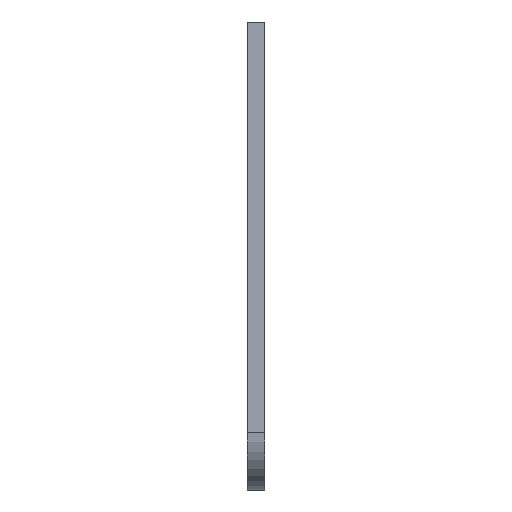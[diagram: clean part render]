
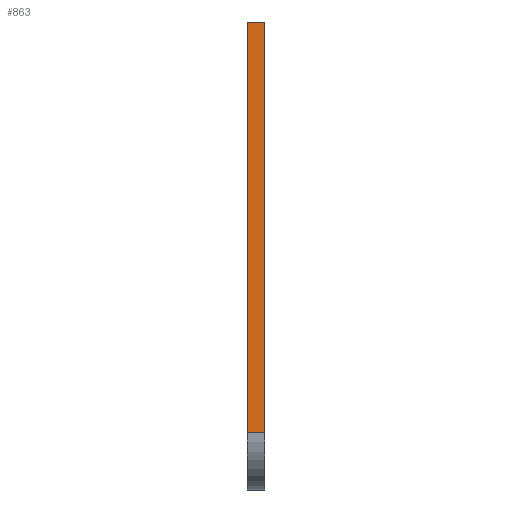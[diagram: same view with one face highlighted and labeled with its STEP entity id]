
A CAD part, left-side view. The second image highlights one B-rep face of the part: STEP entity #863.
In plain terms, the highlighted planar face has unit normal (-1, 0, 0).
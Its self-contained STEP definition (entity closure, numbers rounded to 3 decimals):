
#863=ADVANCED_FACE('',(#1670),#1672,.T.);
#1670=FACE_BOUND('',#1671,.T.);
#1671=EDGE_LOOP('',(#2290,#2291,#2292,#2293));
#1672=PLANE('',#1673);
#1673=AXIS2_PLACEMENT_3D('',#1674,#1675,#1676);
#1674=CARTESIAN_POINT('',(-255.,0.,-40.));
#1675=DIRECTION('',(-1.,0.,0.));
#1676=DIRECTION('',(0.,0.,1.));
#2290=ORIENTED_EDGE('',*,*,#2342,.T.);
#2291=ORIENTED_EDGE('',*,*,#2620,.T.);
#2292=ORIENTED_EDGE('',*,*,#2446,.F.);
#2293=ORIENTED_EDGE('',*,*,#2621,.F.);
#2342=EDGE_CURVE('',#2642,#2640,#2643,.T.);
#2446=EDGE_CURVE('',#2848,#2850,#2851,.T.);
#2620=EDGE_CURVE('',#2640,#2850,#3112,.T.);
#2621=EDGE_CURVE('',#2642,#2848,#3113,.T.);
#2640=VERTEX_POINT('',#3140);
#2642=VERTEX_POINT('',#3144);
#2643=LINE('',#3145,#3146);
#2848=VERTEX_POINT('',#3590);
#2850=VERTEX_POINT('',#3595);
#2851=LINE('',#3596,#3597);
#3112=LINE('',#4232,#4233);
#3113=LINE('',#4235,#4236);
#3140=CARTESIAN_POINT('',(-255.,0.,120.));
#3144=CARTESIAN_POINT('',(-255.,0.,-40.));
#3145=CARTESIAN_POINT('',(-255.,0.,-40.));
#3146=VECTOR('',#3147,1.);
#3147=DIRECTION('',(0.,0.,1.));
#3590=CARTESIAN_POINT('',(-255.,7.,-40.));
#3595=CARTESIAN_POINT('',(-255.,7.,120.));
#3596=CARTESIAN_POINT('',(-255.,7.,-40.));
#3597=VECTOR('',#3598,1.);
#3598=DIRECTION('',(0.,0.,1.));
#4232=CARTESIAN_POINT('',(-255.,0.,120.));
#4233=VECTOR('',#4234,1.);
#4234=DIRECTION('',(0.,1.,0.));
#4235=CARTESIAN_POINT('',(-255.,0.,-40.));
#4236=VECTOR('',#4237,1.);
#4237=DIRECTION('',(0.,1.,0.));
